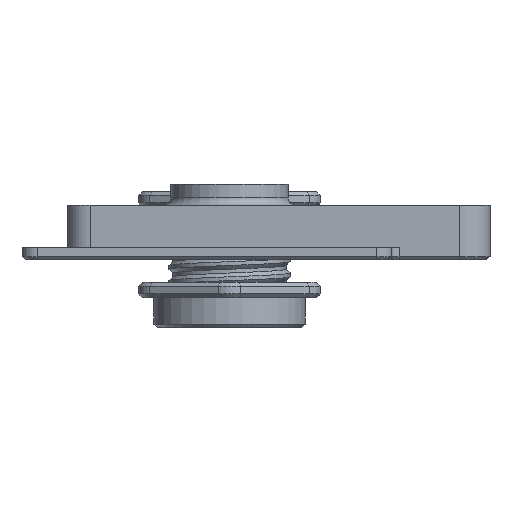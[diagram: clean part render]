
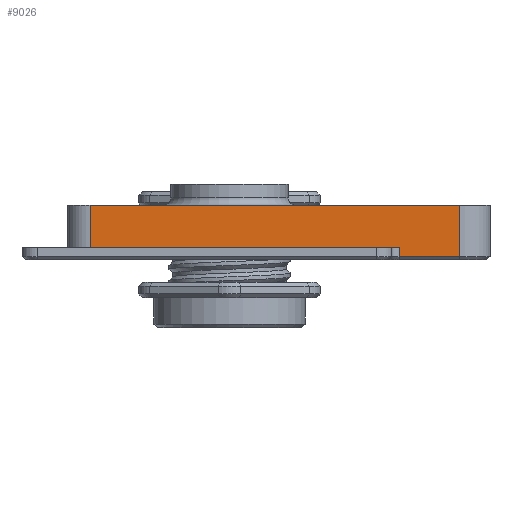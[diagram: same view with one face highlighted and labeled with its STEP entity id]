
A CAD part, front view. The second image highlights one B-rep face of the part: STEP entity #9026.
In plain terms, the highlighted planar face has unit normal (0, -1, 0).
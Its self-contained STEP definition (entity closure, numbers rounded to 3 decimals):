
#316=PLANE('',#9841);
#687=FACE_OUTER_BOUND('',#1225,.T.);
#1225=EDGE_LOOP('',(#7449,#7450,#7451,#7452,#7453,#7454));
#2044=LINE('',#19684,#2813);
#2494=LINE('',#21086,#3263);
#2503=LINE('',#21116,#3272);
#2530=LINE('',#27836,#3299);
#2531=LINE('',#27839,#3300);
#2532=LINE('',#27840,#3301);
#2813=VECTOR('',#10215,10.);
#3263=VECTOR('',#11623,10.);
#3272=VECTOR('',#11650,10.);
#3299=VECTOR('',#11749,10.);
#3300=VECTOR('',#11752,10.);
#3301=VECTOR('',#11753,10.);
#3615=VERTEX_POINT('',#19680);
#3617=VERTEX_POINT('',#19683);
#4090=VERTEX_POINT('',#21084);
#4102=VERTEX_POINT('',#21114);
#4142=VERTEX_POINT('',#27834);
#4143=VERTEX_POINT('',#27838);
#4523=EDGE_CURVE('',#3615,#3617,#2044,.T.);
#5213=EDGE_CURVE('',#4090,#3615,#2494,.T.);
#5228=EDGE_CURVE('',#4090,#4102,#2503,.T.);
#5298=EDGE_CURVE('',#3617,#4142,#2530,.T.);
#5299=EDGE_CURVE('',#4142,#4143,#2531,.T.);
#5300=EDGE_CURVE('',#4143,#4102,#2532,.T.);
#7449=ORIENTED_EDGE('',*,*,#5299,.F.);
#7450=ORIENTED_EDGE('',*,*,#5298,.F.);
#7451=ORIENTED_EDGE('',*,*,#4523,.F.);
#7452=ORIENTED_EDGE('',*,*,#5213,.F.);
#7453=ORIENTED_EDGE('',*,*,#5228,.T.);
#7454=ORIENTED_EDGE('',*,*,#5300,.F.);
#9026=ADVANCED_FACE('',(#687),#316,.T.);
#9841=AXIS2_PLACEMENT_3D('',#27837,#11750,#11751);
#10215=DIRECTION('',(1.,0.,0.));
#11623=DIRECTION('',(0.,0.,1.));
#11650=DIRECTION('',(1.,0.,0.));
#11749=DIRECTION('',(0.,0.,-1.));
#11750=DIRECTION('center_axis',(0.,-1.,0.));
#11751=DIRECTION('ref_axis',(1.,0.,0.));
#11752=DIRECTION('',(-1.,0.,0.));
#11753=DIRECTION('',(0.,0.,1.));
#19680=CARTESIAN_POINT('',(-18.4,-73.3,7.2));
#19683=CARTESIAN_POINT('',(30.4,-73.3,7.2));
#19684=CARTESIAN_POINT('',(-7.45,-73.3,7.2));
#21084=CARTESIAN_POINT('',(-18.4,-73.3,1.6));
#21086=CARTESIAN_POINT('',(-18.4,-73.3,0.));
#21114=CARTESIAN_POINT('',(22.4,-73.3,1.6));
#21116=CARTESIAN_POINT('',(-12.2,-73.3,1.6));
#27834=CARTESIAN_POINT('',(30.4,-73.3,0.4));
#27836=CARTESIAN_POINT('',(30.4,-73.3,0.));
#27837=CARTESIAN_POINT('Origin',(-21.4,-73.3,0.));
#27838=CARTESIAN_POINT('',(22.4,-73.3,0.4));
#27839=CARTESIAN_POINT('',(-7.45,-73.3,0.4));
#27840=CARTESIAN_POINT('',(22.4,-73.3,0.));
